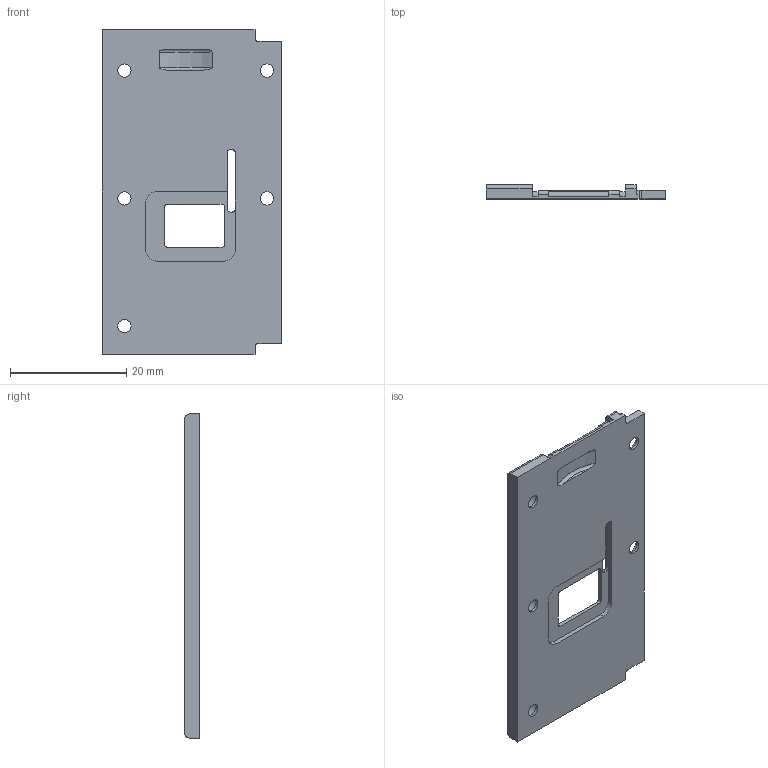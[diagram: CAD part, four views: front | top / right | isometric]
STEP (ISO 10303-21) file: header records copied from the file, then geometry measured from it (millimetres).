
FILE_DESCRIPTION(/* description */ (''),/* implementation_level */ '2;1');
FILE_NAME(/* name */ 'Gate original v6.step',/* time_stamp */ '2024-05-24T21:41:58+02:00',/* author */ (''),/* organization */ (''),/* preprocessor_version */ 'ST-DEVELOPER v20',/* originating_system */ 'Autodesk Translation Framework v13.14.0.145',/* authorisation */ '');
FILE_SCHEMA (('AUTOMOTIVE_DESIGN { 1 0 10303 214 3 1 1 }'));
Length unit declared in the file: millimetre
Products named in the file (1): Gate original
Bounding box: 30.9 x 2.45 x 55.8 mm (x, y, z)
Volume: 2486 mm3; surface area: 3933.4 mm2
Topology: 1 solids, 1 shells, 96 faces, 263 edges, 174 vertices
Faces by surface type: plane 54, cylinder 40, torus 2
Full cylindrical faces by diameter (mm): 2.3 x5, 4.1 x5
Entity records: 3156 total; most frequent: CARTESIAN_POINT 578, DIRECTION 537, ORIENTED_EDGE 526, EDGE_CURVE 263, AXIS2_PLACEMENT_3D 181, LINE 175, VECTOR 175, VERTEX_POINT 174
